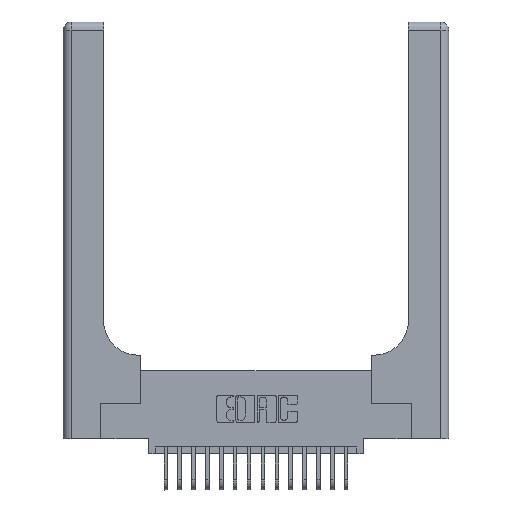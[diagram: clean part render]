
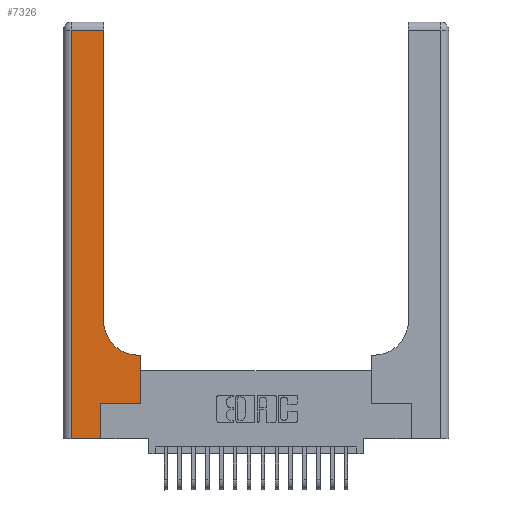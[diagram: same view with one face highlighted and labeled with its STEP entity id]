
A CAD part, top view. The second image highlights one B-rep face of the part: STEP entity #7326.
In plain terms, the highlighted planar face has unit normal (0, 0, 1).
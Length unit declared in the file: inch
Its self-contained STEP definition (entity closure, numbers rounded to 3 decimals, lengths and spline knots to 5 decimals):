
#131 = EDGE_LOOP ( 'NONE', ( #8200, #14595, #15726, #11432, #11389, #17147, #2019, #4980, #13141 ) ) ;
#155 = EDGE_CURVE ( 'NONE', #12388, #19621, #17429, .T. ) ;
#696 = LINE ( 'NONE', #14101, #12979 ) ;
#1353 = LINE ( 'NONE', #13737, #16685 ) ;
#1624 = DIRECTION ( 'NONE',  ( 0., 1., 0. ) ) ;
#1749 = CARTESIAN_POINT ( 'NONE',  ( 0.06, 3., 0.37 ) ) ;
#1753 = CARTESIAN_POINT ( 'NONE',  ( 0.5585, 0.25, 0.37 ) ) ;
#1970 = LINE ( 'NONE', #1749, #17264 ) ;
#2019 = ORIENTED_EDGE ( 'NONE', *, *, #15217, .T. ) ;
#2462 = DIRECTION ( 'NONE',  ( 0., 0., -1. ) ) ;
#2468 = CARTESIAN_POINT ( 'NONE',  ( 0.5585, 0.6, 0.37 ) ) ;
#2657 = EDGE_CURVE ( 'NONE', #11502, #16879, #1353, .T. ) ;
#3442 = EDGE_CURVE ( 'NONE', #10784, #5123, #18947, .T. ) ;
#3448 = VERTEX_POINT ( 'NONE', #6577 ) ;
#4980 = ORIENTED_EDGE ( 'NONE', *, *, #155, .T. ) ;
#5123 = VERTEX_POINT ( 'NONE', #1753 ) ;
#5476 = CARTESIAN_POINT ( 'NONE',  ( 0.5415, 0.85, 0.37 ) ) ;
#5591 = FACE_OUTER_BOUND ( 'NONE', #131, .T. ) ;
#5905 = EDGE_CURVE ( 'NONE', #16879, #3448, #1970, .T. ) ;
#6091 = VECTOR ( 'NONE', #10010, 39.37008 ) ;
#6244 = CARTESIAN_POINT ( 'NONE',  ( 0.269, 0., 0.37 ) ) ;
#6445 = DIRECTION ( 'NONE',  ( 0., -1., 0. ) ) ;
#6577 = CARTESIAN_POINT ( 'NONE',  ( 0.06, 0., 0.37 ) ) ;
#6701 = EDGE_CURVE ( 'NONE', #19621, #18182, #8481, .T. ) ;
#6840 = CARTESIAN_POINT ( 'NONE',  ( 0.2915, 0.85, 0.37 ) ) ;
#7028 = DIRECTION ( 'NONE',  ( 1., 0., 0. ) ) ;
#7326 = ADVANCED_FACE ( 'NONE', ( #5591 ), #19140, .F. ) ;
#8104 = DIRECTION ( 'NONE',  ( 1., 0., 0. ) ) ;
#8200 = ORIENTED_EDGE ( 'NONE', *, *, #10654, .T. ) ;
#8213 = VERTEX_POINT ( 'NONE', #16193 ) ;
#8481 = CIRCLE ( 'NONE', #12378, 0.25 ) ;
#8522 = VECTOR ( 'NONE', #1624, 39.37008 ) ;
#9165 = EDGE_CURVE ( 'NONE', #8213, #10784, #16599, .T. ) ;
#9238 = DIRECTION ( 'NONE',  ( -1., 0., 0. ) ) ;
#9548 = AXIS2_PLACEMENT_3D ( 'NONE', #11724, #2462, #13214 ) ;
#10010 = DIRECTION ( 'NONE',  ( 0., 1., 0. ) ) ;
#10203 = LINE ( 'NONE', #17631, #6091 ) ;
#10512 = CARTESIAN_POINT ( 'NONE',  ( 0.269, 0.25, 0.37 ) ) ;
#10654 = EDGE_CURVE ( 'NONE', #18182, #11502, #14179, .T. ) ;
#10784 = VERTEX_POINT ( 'NONE', #10512 ) ;
#11389 = ORIENTED_EDGE ( 'NONE', *, *, #9165, .T. ) ;
#11432 = ORIENTED_EDGE ( 'NONE', *, *, #16451, .T. ) ;
#11502 = VERTEX_POINT ( 'NONE', #18353 ) ;
#11724 = CARTESIAN_POINT ( 'NONE',  ( 0., 3., 0.37 ) ) ;
#12378 = AXIS2_PLACEMENT_3D ( 'NONE', #5476, #16121, #7028 ) ;
#12388 = VERTEX_POINT ( 'NONE', #2468 ) ;
#12595 = DIRECTION ( 'NONE',  ( 1., 0., 0. ) ) ;
#12979 = VECTOR ( 'NONE', #12595, 39.37008 ) ;
#13141 = ORIENTED_EDGE ( 'NONE', *, *, #6701, .T. ) ;
#13214 = DIRECTION ( 'NONE',  ( -1., 0., 0. ) ) ;
#13737 = CARTESIAN_POINT ( 'NONE',  ( 0., 2.94, 0.37 ) ) ;
#14101 = CARTESIAN_POINT ( 'NONE',  ( 0., 0., 0.37 ) ) ;
#14179 = LINE ( 'NONE', #14797, #17688 ) ;
#14595 = ORIENTED_EDGE ( 'NONE', *, *, #2657, .T. ) ;
#14797 = CARTESIAN_POINT ( 'NONE',  ( 0.2915, 3., 0.37 ) ) ;
#15217 = EDGE_CURVE ( 'NONE', #5123, #12388, #10203, .T. ) ;
#15726 = ORIENTED_EDGE ( 'NONE', *, *, #5905, .T. ) ;
#16045 = VECTOR ( 'NONE', #18492, 39.37008 ) ;
#16121 = DIRECTION ( 'NONE',  ( 0., 0., -1. ) ) ;
#16193 = CARTESIAN_POINT ( 'NONE',  ( 0.269, 0., 0.37 ) ) ;
#16315 = DIRECTION ( 'NONE',  ( 0., 1., 0. ) ) ;
#16451 = EDGE_CURVE ( 'NONE', #3448, #8213, #696, .T. ) ;
#16599 = LINE ( 'NONE', #6244, #8522 ) ;
#16685 = VECTOR ( 'NONE', #9238, 39.37008 ) ;
#16879 = VERTEX_POINT ( 'NONE', #19598 ) ;
#17147 = ORIENTED_EDGE ( 'NONE', *, *, #3442, .T. ) ;
#17172 = CARTESIAN_POINT ( 'NONE',  ( 0.269, 0.25, 0.37 ) ) ;
#17264 = VECTOR ( 'NONE', #6445, 39.37008 ) ;
#17429 = LINE ( 'NONE', #18771, #16045 ) ;
#17631 = CARTESIAN_POINT ( 'NONE',  ( 0.5585, 0.25, 0.37 ) ) ;
#17688 = VECTOR ( 'NONE', #16315, 39.37008 ) ;
#18182 = VERTEX_POINT ( 'NONE', #6840 ) ;
#18353 = CARTESIAN_POINT ( 'NONE',  ( 0.2915, 2.94, 0.37 ) ) ;
#18491 = VECTOR ( 'NONE', #8104, 39.37008 ) ;
#18492 = DIRECTION ( 'NONE',  ( -1., 0., 0. ) ) ;
#18653 = CARTESIAN_POINT ( 'NONE',  ( 0.5415, 0.6, 0.37 ) ) ;
#18771 = CARTESIAN_POINT ( 'NONE',  ( 0.2915, 0.6, 0.37 ) ) ;
#18947 = LINE ( 'NONE', #17172, #18491 ) ;
#19140 = PLANE ( 'NONE',  #9548 ) ;
#19598 = CARTESIAN_POINT ( 'NONE',  ( 0.06, 2.94, 0.37 ) ) ;
#19621 = VERTEX_POINT ( 'NONE', #18653 ) ;
